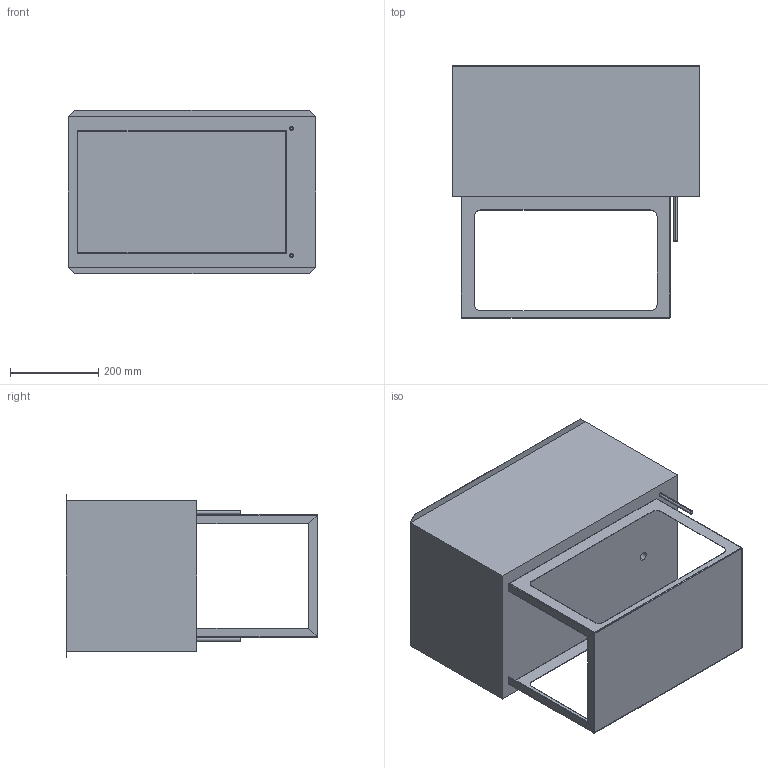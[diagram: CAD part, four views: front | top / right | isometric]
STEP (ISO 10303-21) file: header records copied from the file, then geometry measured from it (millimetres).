
FILE_DESCRIPTION (( 'STEP AP214' ), '1' );
FILE_NAME ('FK-8-E-V03_3.step', '2025-04-03T06:40:12', ( '' ), ( '' ), 'SwSTEP 2.0', 'SolidWorks 2023', '' );
FILE_SCHEMA (( 'AUTOMOTIVE_DESIGN' ));
Length unit declared in the file: millimetre
Products named in the file (1): FK-8-E-V03_3
Bounding box: 562 x 572 x 372 mm (x, y, z)
Volume: 22682933.3 mm3; surface area: 1820061.4 mm2
Topology: 4 solids, 4 shells, 123 faces, 270 edges, 156 vertices
Faces by surface type: plane 77, cylinder 38, bspline 8
Entity records: 3730 total; most frequent: CARTESIAN_POINT 1018, ORIENTED_EDGE 540, DIRECTION 534, EDGE_CURVE 270, LINE 198, VECTOR 198, AXIS2_PLACEMENT_3D 168, VERTEX_POINT 156
